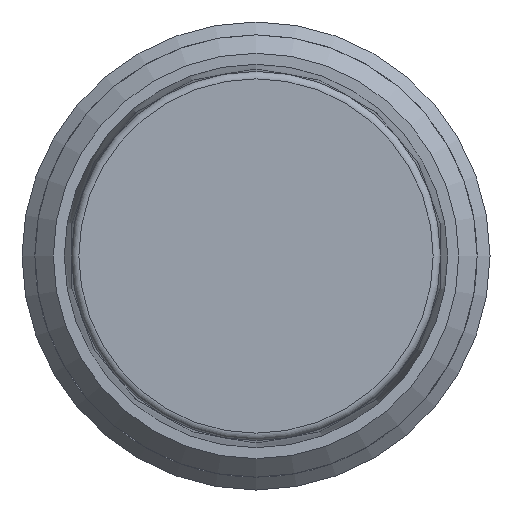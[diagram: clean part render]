
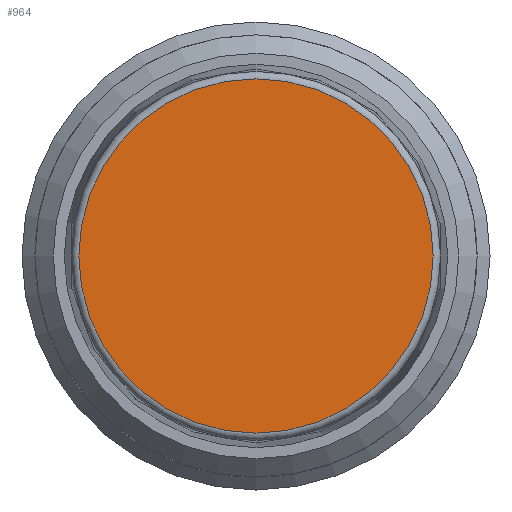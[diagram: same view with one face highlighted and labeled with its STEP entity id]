
A CAD part, left-side view. The second image highlights one B-rep face of the part: STEP entity #964.
In plain terms, the highlighted planar face has unit normal (-1, 0, 0).
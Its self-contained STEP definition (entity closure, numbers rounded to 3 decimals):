
#42=PLANE('',#1054);
#92=CIRCLE('',#1055,4.808);
#212=ORIENTED_EDGE('',*,*,#296,.T.);
#296=EDGE_CURVE('',#353,#353,#92,.F.);
#353=VERTEX_POINT('',#1441);
#470=EDGE_LOOP('',(#212));
#557=FACE_BOUND('',#470,.T.);
#964=ADVANCED_FACE('',(#557),#42,.F.);
#1054=AXIS2_PLACEMENT_3D('',#1439,#1237,#1238);
#1055=AXIS2_PLACEMENT_3D('',#1440,#1239,#1240);
#1237=DIRECTION('',(1.,0.,0.));
#1238=DIRECTION('',(0.,0.,-1.));
#1239=DIRECTION('',(1.,0.,0.));
#1240=DIRECTION('',(0.,0.,-1.));
#1439=CARTESIAN_POINT('',(-5.,0.,0.));
#1440=CARTESIAN_POINT('',(-5.,0.,0.));
#1441=CARTESIAN_POINT('',(-5.,0.,-4.808));
